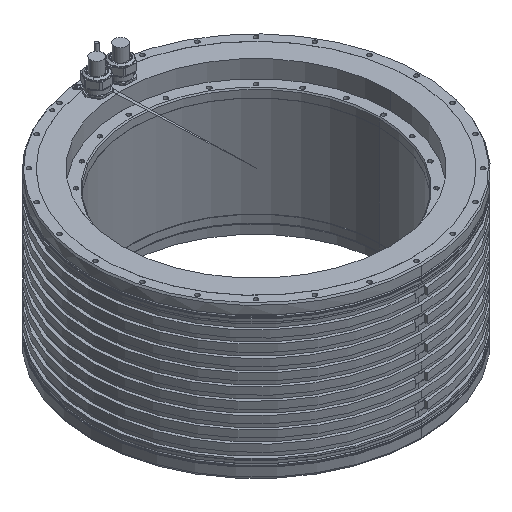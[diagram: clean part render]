
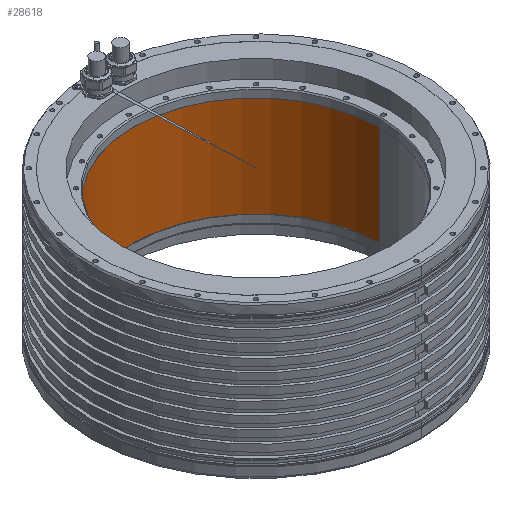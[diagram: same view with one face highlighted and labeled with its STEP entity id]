
A CAD part, isometric view. The second image highlights one B-rep face of the part: STEP entity #28618.
In plain terms, the highlighted cylindrical face has radius 210.4 mm (diameter 420.8 mm), a partial arc.
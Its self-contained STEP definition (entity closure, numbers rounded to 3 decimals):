
#26088=CARTESIAN_POINT('',(0.,0.,-44.9));
#26089=DIRECTION('',(0.,0.,1.));
#26090=DIRECTION('',(1.,0.,0.));
#26091=AXIS2_PLACEMENT_3D('',#26088,#26089,#26090);
#26107=DIRECTION('',(0.,0.,-1.));
#26108=VECTOR('',#26107,171.2);
#26109=CARTESIAN_POINT('',(-210.4,0.,-44.9));
#26110=LINE('',#26109,#26108);
#26111=DIRECTION('',(0.,0.,-1.));
#26112=VECTOR('',#26111,171.2);
#26113=CARTESIAN_POINT('',(210.4,0.,-44.9));
#26114=LINE('',#26113,#26112);
#26115=CARTESIAN_POINT('',(0.,0.,-216.1));
#26116=DIRECTION('',(0.,0.,-1.));
#26117=DIRECTION('',(-1.,0.,0.));
#26118=AXIS2_PLACEMENT_3D('',#26115,#26116,#26117);
#27691=CARTESIAN_POINT('',(-210.4,0.,-44.9));
#27692=VERTEX_POINT('',#27691);
#27693=CARTESIAN_POINT('',(210.4,0.,-44.9));
#27694=VERTEX_POINT('',#27693);
#27695=CARTESIAN_POINT('',(-210.4,0.,-216.1));
#27696=VERTEX_POINT('',#27695);
#27697=CARTESIAN_POINT('',(210.4,0.,-216.1));
#27698=VERTEX_POINT('',#27697);
#28606=CARTESIAN_POINT('',(0.,0.,-241.6));
#28607=DIRECTION('',(0.,0.,1.));
#28608=DIRECTION('',(1.,0.,0.));
#28609=AXIS2_PLACEMENT_3D('',#28606,#28607,#28608);
#28610=CYLINDRICAL_SURFACE('',#28609,210.4);
#28611=ORIENTED_EDGE('',*,*,#28589,.F.);
#28612=ORIENTED_EDGE('',*,*,#28552,.F.);
#28613=ORIENTED_EDGE('',*,*,#28593,.T.);
#28615=ORIENTED_EDGE('',*,*,#28614,.F.);
#28616=EDGE_LOOP('',(#28611,#28612,#28613,#28615));
#28617=FACE_OUTER_BOUND('',#28616,.F.);
#28618=ADVANCED_FACE('',(#28617),#28610,.F.);
#26092=CIRCLE('',#26091,210.4);
#26119=CIRCLE('',#26118,210.4);
#28552=EDGE_CURVE('',#27694,#27692,#26092,.T.);
#28589=EDGE_CURVE('',#27692,#27696,#26110,.T.);
#28593=EDGE_CURVE('',#27694,#27698,#26114,.T.);
#28614=EDGE_CURVE('',#27696,#27698,#26119,.T.);
